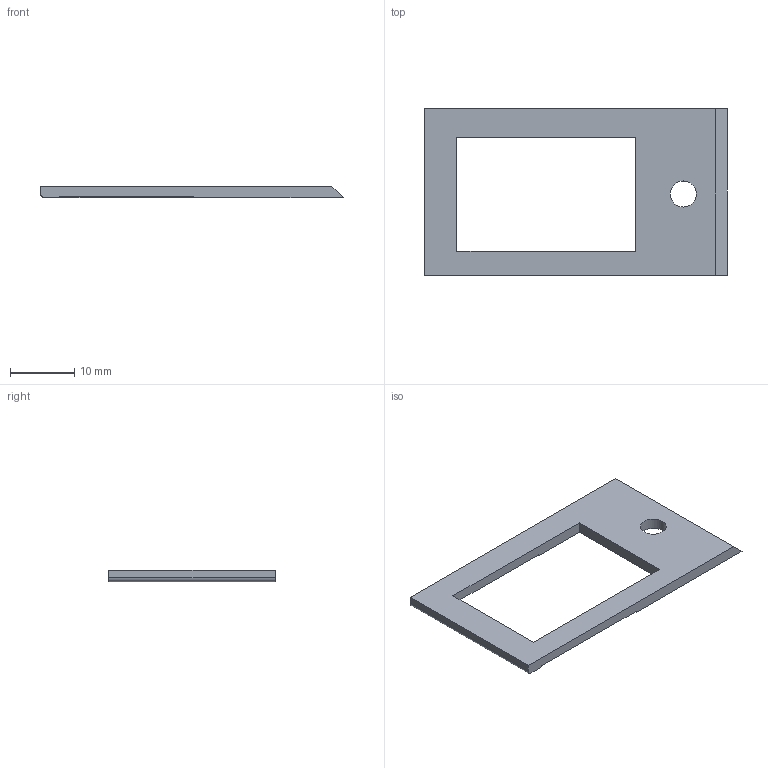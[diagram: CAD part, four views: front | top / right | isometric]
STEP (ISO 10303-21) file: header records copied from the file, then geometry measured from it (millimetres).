
FILE_DESCRIPTION(/* description */ (''),/* implementation_level */ '2;1');
FILE_NAME(/* name */ 'LRF Window Frame v6.step',/* time_stamp */ '2020-05-10T12:52:29-05:00',/* author */ (''),/* organization */ (''),/* preprocessor_version */ 'ST-DEVELOPER v18.1',/* originating_system */ 'Autodesk Translation Framework v9.2.0.1227',/* authorisation */ '');
FILE_SCHEMA (('AUTOMOTIVE_DESIGN { 1 0 10303 214 3 1 1 }'));
Length unit declared in the file: inch
Products named in the file (1): LRF Window Frame
Bounding box: 47.19 x 26.04 x 1.78 mm (x, y, z)
Volume: 1204.1 mm3; surface area: 1843.3 mm2
Topology: 1 solids, 1 shells, 17 faces, 48 edges, 32 vertices
Faces by surface type: plane 15, cylinder 2
Full cylindrical faces by diameter (mm): 4.064 x1
Entity records: 589 total; most frequent: CARTESIAN_POINT 98, ORIENTED_EDGE 96, DIRECTION 88, EDGE_CURVE 48, LINE 44, VECTOR 44, VERTEX_POINT 32, AXIS2_PLACEMENT_3D 22
